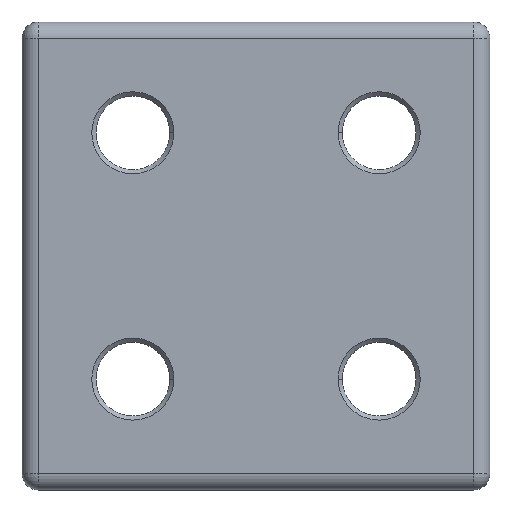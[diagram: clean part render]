
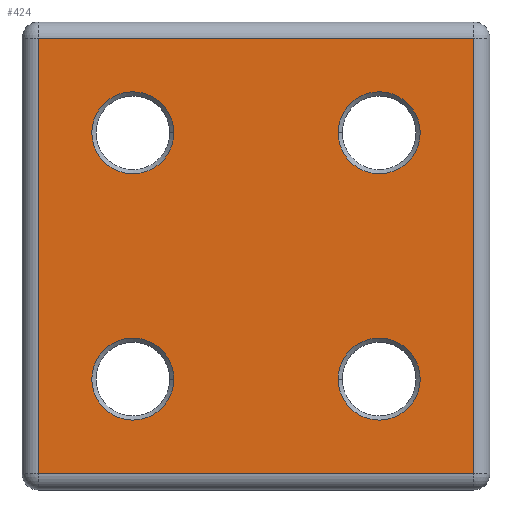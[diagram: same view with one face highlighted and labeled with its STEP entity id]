
A CAD part, top view. The second image highlights one B-rep face of the part: STEP entity #424.
In plain terms, the highlighted planar face has unit normal (0, 0, 1).
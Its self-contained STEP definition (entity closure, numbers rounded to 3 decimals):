
#3 = CARTESIAN_POINT ( 'NONE',  ( 26.5, 26.5, 5. ) ) ;
#4 = CARTESIAN_POINT ( 'NONE',  ( -15., -15., 5. ) ) ;
#6 = VERTEX_POINT ( 'NONE', #1047 ) ;
#10 = AXIS2_PLACEMENT_3D ( 'NONE', #715, #606, #990 ) ;
#13 = AXIS2_PLACEMENT_3D ( 'NONE', #4, #1058, #567 ) ;
#22 = CARTESIAN_POINT ( 'NONE',  ( -26.5, 26.5, 5. ) ) ;
#28 = EDGE_LOOP ( 'NONE', ( #1187, #1101 ) ) ;
#32 = LINE ( 'NONE', #806, #610 ) ;
#51 = DIRECTION ( 'NONE',  ( 0., 0., -1. ) ) ;
#52 = CIRCLE ( 'NONE', #1211, 5. ) ;
#62 = CARTESIAN_POINT ( 'NONE',  ( 26.5, 26.5, 5. ) ) ;
#63 = CARTESIAN_POINT ( 'NONE',  ( -26.5, 26.5, 5. ) ) ;
#64 = ORIENTED_EDGE ( 'NONE', *, *, #750, .T. ) ;
#77 = CIRCLE ( 'NONE', #170, 5. ) ;
#81 = ORIENTED_EDGE ( 'NONE', *, *, #1165, .T. ) ;
#91 = FACE_BOUND ( 'NONE', #904, .T. ) ;
#111 = VERTEX_POINT ( 'NONE', #22 ) ;
#112 = CIRCLE ( 'NONE', #959, 5. ) ;
#153 = CIRCLE ( 'NONE', #473, 5. ) ;
#157 = CARTESIAN_POINT ( 'NONE',  ( 15., -15., 5. ) ) ;
#170 = AXIS2_PLACEMENT_3D ( 'NONE', #322, #1100, #908 ) ;
#172 = ORIENTED_EDGE ( 'NONE', *, *, #642, .T. ) ;
#182 = EDGE_LOOP ( 'NONE', ( #961, #539 ) ) ;
#197 = CARTESIAN_POINT ( 'NONE',  ( 20., -15., 5. ) ) ;
#201 = ORIENTED_EDGE ( 'NONE', *, *, #920, .T. ) ;
#220 = EDGE_CURVE ( 'NONE', #6, #832, #755, .T. ) ;
#221 = DIRECTION ( 'NONE',  ( 0., 0., -1. ) ) ;
#222 = ORIENTED_EDGE ( 'NONE', *, *, #1157, .T. ) ;
#235 = CARTESIAN_POINT ( 'NONE',  ( -26.5, -26.5, 5. ) ) ;
#242 = EDGE_CURVE ( 'NONE', #972, #910, #153, .T. ) ;
#269 = VERTEX_POINT ( 'NONE', #235 ) ;
#277 = CARTESIAN_POINT ( 'NONE',  ( -20., -15., 5. ) ) ;
#303 = VERTEX_POINT ( 'NONE', #852 ) ;
#322 = CARTESIAN_POINT ( 'NONE',  ( 15., 15., 5. ) ) ;
#353 = LINE ( 'NONE', #63, #616 ) ;
#358 = CARTESIAN_POINT ( 'NONE',  ( -10., 15., 5. ) ) ;
#374 = PLANE ( 'NONE',  #1078 ) ;
#379 = CARTESIAN_POINT ( 'NONE',  ( -10., -15., 5. ) ) ;
#424 = ADVANCED_FACE ( 'NONE', ( #91, #740, #1145, #857, #1232 ), #374, .T. ) ;
#435 = DIRECTION ( 'NONE',  ( 0., 0., -1. ) ) ;
#445 = DIRECTION ( 'NONE',  ( 0., 0., 1. ) ) ;
#455 = AXIS2_PLACEMENT_3D ( 'NONE', #1197, #51, #724 ) ;
#467 = ORIENTED_EDGE ( 'NONE', *, *, #973, .T. ) ;
#473 = AXIS2_PLACEMENT_3D ( 'NONE', #520, #435, #720 ) ;
#503 = DIRECTION ( 'NONE',  ( 1., 0., 0. ) ) ;
#520 = CARTESIAN_POINT ( 'NONE',  ( -15., -15., 5. ) ) ;
#535 = DIRECTION ( 'NONE',  ( 0., 0., -1. ) ) ;
#539 = ORIENTED_EDGE ( 'NONE', *, *, #545, .T. ) ;
#545 = EDGE_CURVE ( 'NONE', #910, #972, #553, .T. ) ;
#546 = VERTEX_POINT ( 'NONE', #1237 ) ;
#553 = CIRCLE ( 'NONE', #13, 5. ) ;
#566 = DIRECTION ( 'NONE',  ( 0., 1., 0. ) ) ;
#567 = DIRECTION ( 'NONE',  ( 1., 0., 0. ) ) ;
#572 = VECTOR ( 'NONE', #566, 1000. ) ;
#606 = DIRECTION ( 'NONE',  ( 0., 0., -1. ) ) ;
#610 = VECTOR ( 'NONE', #1185, 1000. ) ;
#616 = VECTOR ( 'NONE', #660, 1000. ) ;
#642 = EDGE_CURVE ( 'NONE', #303, #658, #77, .T. ) ;
#658 = VERTEX_POINT ( 'NONE', #1202 ) ;
#660 = DIRECTION ( 'NONE',  ( -1., 0., 0. ) ) ;
#664 = CARTESIAN_POINT ( 'NONE',  ( 26.5, -26.5, 5. ) ) ;
#711 = CIRCLE ( 'NONE', #455, 5. ) ;
#715 = CARTESIAN_POINT ( 'NONE',  ( 15., 15., 5. ) ) ;
#720 = DIRECTION ( 'NONE',  ( 1., 0., 0. ) ) ;
#724 = DIRECTION ( 'NONE',  ( 1., 0., 0. ) ) ;
#727 = EDGE_CURVE ( 'NONE', #968, #546, #711, .T. ) ;
#740 = FACE_BOUND ( 'NONE', #741, .T. ) ;
#741 = EDGE_LOOP ( 'NONE', ( #81, #1079 ) ) ;
#750 = EDGE_CURVE ( 'NONE', #111, #269, #32, .T. ) ;
#755 = CIRCLE ( 'NONE', #1076, 5. ) ;
#760 = CARTESIAN_POINT ( 'NONE',  ( -26.5, 26.5, 5. ) ) ;
#763 = EDGE_CURVE ( 'NONE', #1227, #111, #353, .T. ) ;
#792 = CARTESIAN_POINT ( 'NONE',  ( 26.5, -26.5, 5. ) ) ;
#798 = ORIENTED_EDGE ( 'NONE', *, *, #763, .T. ) ;
#806 = CARTESIAN_POINT ( 'NONE',  ( -26.5, -26.5, 5. ) ) ;
#832 = VERTEX_POINT ( 'NONE', #358 ) ;
#834 = DIRECTION ( 'NONE',  ( 1., 0., 0. ) ) ;
#837 = VECTOR ( 'NONE', #1163, 1000. ) ;
#844 = EDGE_LOOP ( 'NONE', ( #467, #201, #798, #64 ) ) ;
#852 = CARTESIAN_POINT ( 'NONE',  ( 10., 15., 5. ) ) ;
#857 = FACE_BOUND ( 'NONE', #28, .T. ) ;
#885 = LINE ( 'NONE', #3, #572 ) ;
#904 = EDGE_LOOP ( 'NONE', ( #222, #172 ) ) ;
#905 = EDGE_CURVE ( 'NONE', #546, #968, #112, .T. ) ;
#908 = DIRECTION ( 'NONE',  ( 1., 0., 0. ) ) ;
#910 = VERTEX_POINT ( 'NONE', #277 ) ;
#920 = EDGE_CURVE ( 'NONE', #1147, #1227, #885, .T. ) ;
#954 = LINE ( 'NONE', #664, #837 ) ;
#959 = AXIS2_PLACEMENT_3D ( 'NONE', #157, #535, #834 ) ;
#961 = ORIENTED_EDGE ( 'NONE', *, *, #242, .T. ) ;
#968 = VERTEX_POINT ( 'NONE', #197 ) ;
#972 = VERTEX_POINT ( 'NONE', #379 ) ;
#973 = EDGE_CURVE ( 'NONE', #269, #1147, #954, .T. ) ;
#990 = DIRECTION ( 'NONE',  ( 1., 0., 0. ) ) ;
#1007 = DIRECTION ( 'NONE',  ( 0., 0., -1. ) ) ;
#1047 = CARTESIAN_POINT ( 'NONE',  ( -20., 15., 5. ) ) ;
#1058 = DIRECTION ( 'NONE',  ( 0., 0., -1. ) ) ;
#1076 = AXIS2_PLACEMENT_3D ( 'NONE', #1186, #221, #1204 ) ;
#1078 = AXIS2_PLACEMENT_3D ( 'NONE', #760, #445, #1210 ) ;
#1079 = ORIENTED_EDGE ( 'NONE', *, *, #220, .T. ) ;
#1100 = DIRECTION ( 'NONE',  ( 0., 0., -1. ) ) ;
#1101 = ORIENTED_EDGE ( 'NONE', *, *, #905, .T. ) ;
#1133 = CIRCLE ( 'NONE', #10, 5. ) ;
#1145 = FACE_BOUND ( 'NONE', #182, .T. ) ;
#1147 = VERTEX_POINT ( 'NONE', #792 ) ;
#1157 = EDGE_CURVE ( 'NONE', #658, #303, #1133, .T. ) ;
#1163 = DIRECTION ( 'NONE',  ( 1., 0., 0. ) ) ;
#1165 = EDGE_CURVE ( 'NONE', #832, #6, #52, .T. ) ;
#1185 = DIRECTION ( 'NONE',  ( 0., -1., 0. ) ) ;
#1186 = CARTESIAN_POINT ( 'NONE',  ( -15., 15., 5. ) ) ;
#1187 = ORIENTED_EDGE ( 'NONE', *, *, #727, .T. ) ;
#1196 = CARTESIAN_POINT ( 'NONE',  ( -15., 15., 5. ) ) ;
#1197 = CARTESIAN_POINT ( 'NONE',  ( 15., -15., 5. ) ) ;
#1202 = CARTESIAN_POINT ( 'NONE',  ( 20., 15., 5. ) ) ;
#1204 = DIRECTION ( 'NONE',  ( 1., 0., 0. ) ) ;
#1210 = DIRECTION ( 'NONE',  ( 1., 0., 0. ) ) ;
#1211 = AXIS2_PLACEMENT_3D ( 'NONE', #1196, #1007, #503 ) ;
#1227 = VERTEX_POINT ( 'NONE', #62 ) ;
#1232 = FACE_OUTER_BOUND ( 'NONE', #844, .T. ) ;
#1237 = CARTESIAN_POINT ( 'NONE',  ( 10., -15., 5. ) ) ;
